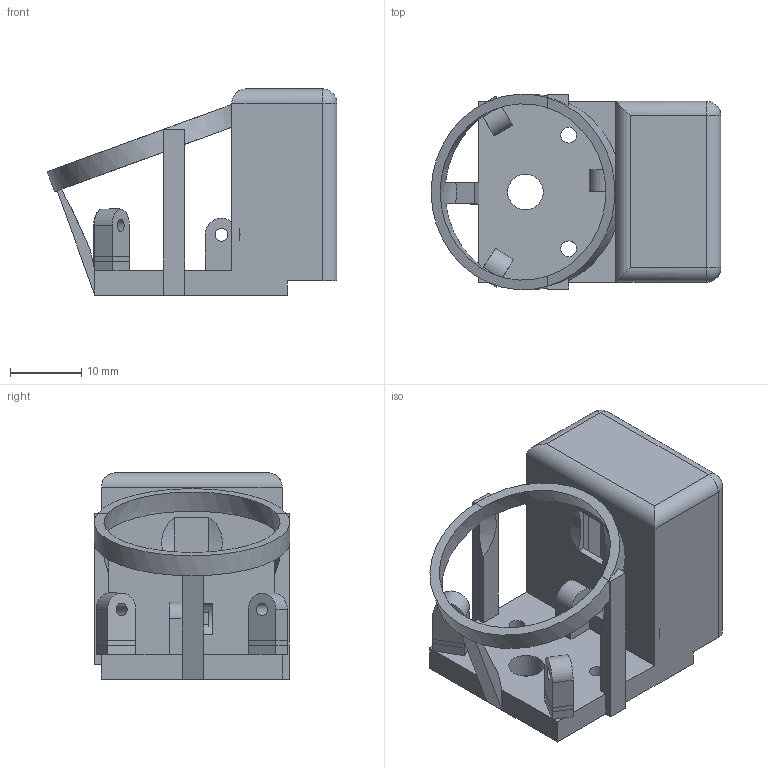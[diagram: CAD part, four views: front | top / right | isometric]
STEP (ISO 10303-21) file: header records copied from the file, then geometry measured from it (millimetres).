
FILE_DESCRIPTION(/* description */ ('HOOPS Exchange Step','CAx-IF Rec.Pracs.---Representation and Presentation of Product Manufacturing Information (PMI)---4.0---2014-10-13'),/* implementation_level */ '2;1');
FILE_NAME(/* name */ 'cool942tb_trackball_case_with_ball_bearing_2.step',/* time_stamp */ '2025-03-10T10:07:47+09:00',/* author */ (''),/* organization */ (''),/* preprocessor_version */ 'ST-DEVELOPER v20',/* originating_system */ 'Autodesk Translation Framework v13.20.0.188',/* authorisation */ '');
FILE_SCHEMA (('AP242_MANAGED_MODEL_BASED_3D_ENGINEERING_MIM_LF { 1 0 10303 442 1 1 4 }'));
Length unit declared in the file: millimetre
Products named in the file (1): right
Bounding box: 40.72 x 27.5 x 29 mm (x, y, z)
Volume: 7436.2 mm3; surface area: 7365.5 mm2
Topology: 5 solids, 5 shells, 114 faces, 317 edges, 204 vertices
Faces by surface type: plane 89, cylinder 20, sphere 5
Full cylindrical faces by diameter (mm): 1.8 x3, 2.2 x2, 5 x3
Entity records: 3699 total; most frequent: CARTESIAN_POINT 636, ORIENTED_EDGE 634, DIRECTION 620, EDGE_CURVE 317, LINE 244, VECTOR 244, VERTEX_POINT 204, AXIS2_PLACEMENT_3D 188
